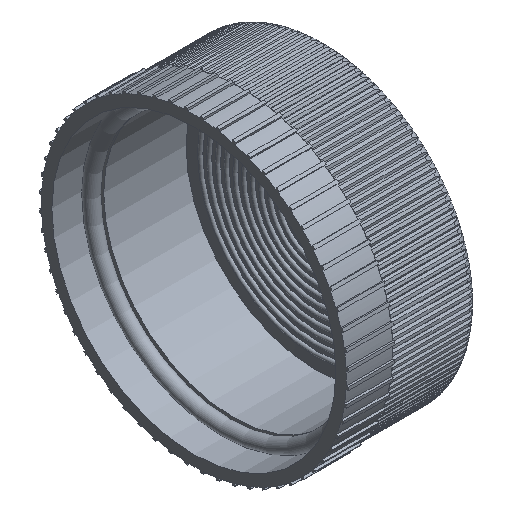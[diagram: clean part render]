
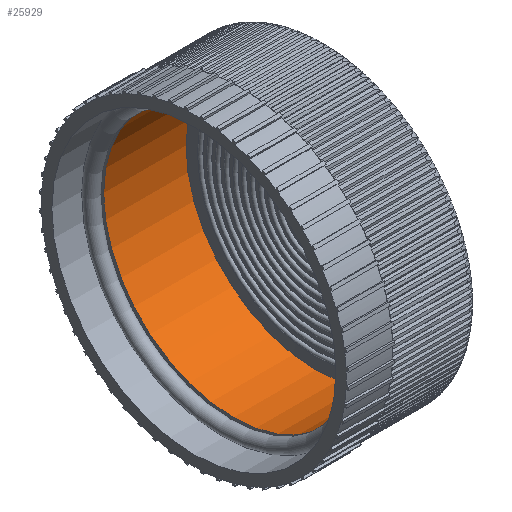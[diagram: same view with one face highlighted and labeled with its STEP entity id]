
A CAD part, isometric view. The second image highlights one B-rep face of the part: STEP entity #25929.
In plain terms, the highlighted cylindrical face has radius 12.5 mm (diameter 25 mm), a full revolution.
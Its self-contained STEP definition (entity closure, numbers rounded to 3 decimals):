
#25895=CARTESIAN_POINT('',(3.515,20.556,0.0));
#25896=VERTEX_POINT('',#25895);
#25897=CARTESIAN_POINT('',(3.515,8.056,0.0));
#25898=DIRECTION('',(1.0,0.0,0.0));
#25899=DIRECTION('',(0.0,1.0,0.0));
#25900=AXIS2_PLACEMENT_3D('',#25897,#25898,#25899);
#25901=CIRCLE('',#25900,12.5);
#25902=EDGE_CURVE('',#25896,#25896,#25901,.T.);
#25910=CARTESIAN_POINT('',(-0.456,8.056,0.0));
#25911=DIRECTION('',(1.0,0.0,0.0));
#25912=DIRECTION('',(0.0,1.0,0.0));
#25913=AXIS2_PLACEMENT_3D('',#25910,#25911,#25912);
#25914=CYLINDRICAL_SURFACE('',#25913,12.5);
#25915=CARTESIAN_POINT('',(-4.427,20.556,0.0));
#25916=VERTEX_POINT('',#25915);
#25917=CARTESIAN_POINT('',(-4.427,8.056,0.0));
#25918=DIRECTION('',(1.0,0.0,0.0));
#25919=DIRECTION('',(0.0,1.0,0.0));
#25920=AXIS2_PLACEMENT_3D('',#25917,#25918,#25919);
#25921=CIRCLE('',#25920,12.5);
#25922=EDGE_CURVE('',#25916,#25916,#25921,.T.);
#25923=ORIENTED_EDGE('',*,*,#25922,.F.);
#25924=EDGE_LOOP('',(#25923));
#25925=FACE_OUTER_BOUND('',#25924,.T.);
#25926=ORIENTED_EDGE('',*,*,#25902,.T.);
#25927=EDGE_LOOP('',(#25926));
#25928=FACE_BOUND('',#25927,.T.);
#25929=ADVANCED_FACE('',(#25925,#25928),#25914,.F.);
